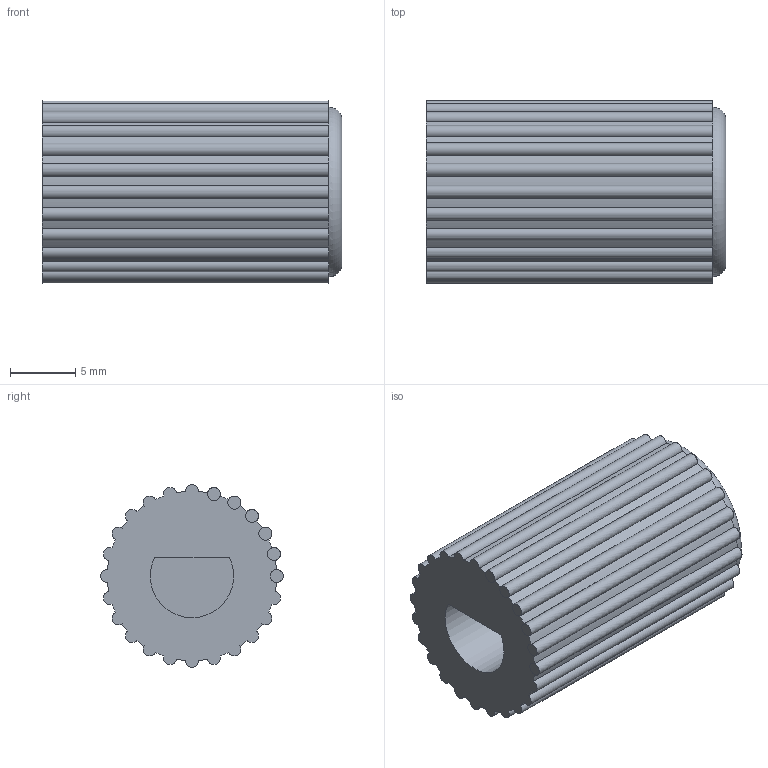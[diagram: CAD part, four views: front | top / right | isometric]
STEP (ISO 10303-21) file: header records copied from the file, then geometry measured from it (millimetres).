
FILE_DESCRIPTION(/* description */ ('CAx-IF Rec.Pracs.---Representation and Presentation of Product Manufacturing Information (PMI)---4.0---2014-10-13','CAx-IF Rec.Pracs.---3D Tessellated Geometry---0.4---2014-09-14','2;1'),/* implementation_level */ '2;1');
FILE_NAME(/* name */ 'potcap',/* time_stamp */ '2025-06-07T14:15:02-07:00',/* author */ (''),/* organization */ (''),/* preprocessor_version */ 'ST-DEVELOPER v20',/* originating_system */ 'SIEMENS PLM Software NX2406.1700',/* authorisation */ $);
FILE_SCHEMA (('AP242_MANAGED_MODEL_BASED_3D_ENGINEERING_MIM_LF { 1 0 10303 442 3 1 4 }'));
Length unit declared in the file: millimetre
Products named in the file (1): potcap
Bounding box: 23 x 14 x 14 mm (x, y, z)
Volume: 3209.6 mm3; surface area: 2064 mm2
Topology: 7 solids, 7 shells, 96 faces, 198 edges, 119 vertices
Faces by surface type: cylinder 55, plane 40, torus 1
Full cylindrical faces by diameter (mm): 1 x6
Entity records: 2815 total; most frequent: DIRECTION 555, CARTESIAN_POINT 433, ORIENTED_EDGE 374, AXIS2_PLACEMENT_3D 251, EDGE_CURVE 187, CIRCLE 137, VERTEX_POINT 113, EDGE_LOOP 104
